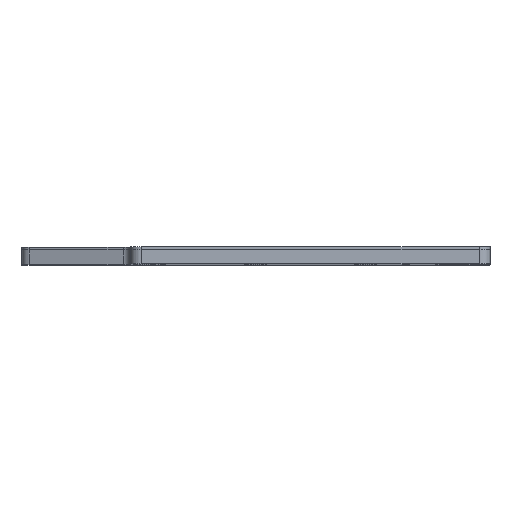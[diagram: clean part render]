
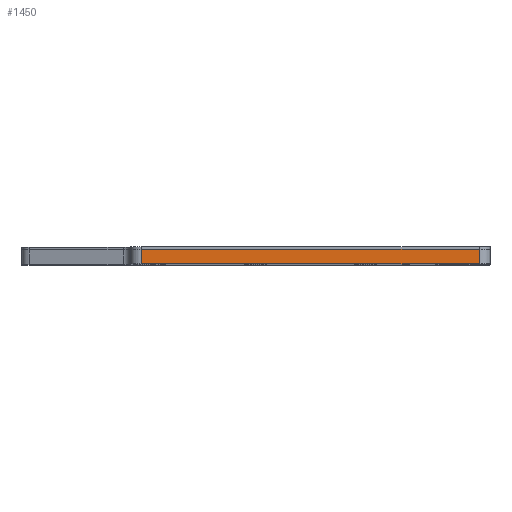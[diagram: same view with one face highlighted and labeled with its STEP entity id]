
A CAD part, top view. The second image highlights one B-rep face of the part: STEP entity #1450.
In plain terms, the highlighted planar face has unit normal (0, 0, 1).
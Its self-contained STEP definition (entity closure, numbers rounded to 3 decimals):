
#118=LINE('',#2357,#246);
#119=LINE('',#2360,#247);
#120=LINE('',#2362,#248);
#121=LINE('',#2363,#249);
#246=VECTOR('',#1943,10.);
#247=VECTOR('',#1946,10.);
#248=VECTOR('',#1947,10.);
#249=VECTOR('',#1948,10.);
#304=PLANE('',#1583);
#422=FACE_OUTER_BOUND('',#528,.T.);
#528=EDGE_LOOP('',(#1235,#1236,#1237,#1238));
#743=VERTEX_POINT('',#2353);
#744=VERTEX_POINT('',#2355);
#745=VERTEX_POINT('',#2359);
#746=VERTEX_POINT('',#2361);
#926=EDGE_CURVE('',#743,#744,#118,.T.);
#927=EDGE_CURVE('',#745,#743,#119,.T.);
#928=EDGE_CURVE('',#746,#744,#120,.T.);
#929=EDGE_CURVE('',#745,#746,#121,.T.);
#1235=ORIENTED_EDGE('',*,*,#927,.T.);
#1236=ORIENTED_EDGE('',*,*,#926,.T.);
#1237=ORIENTED_EDGE('',*,*,#928,.F.);
#1238=ORIENTED_EDGE('',*,*,#929,.F.);
#1450=ADVANCED_FACE('',(#422),#304,.T.);
#1583=AXIS2_PLACEMENT_3D('',#2358,#1944,#1945);
#1943=DIRECTION('',(0.,1.,0.));
#1944=DIRECTION('center_axis',(0.,0.,1.));
#1945=DIRECTION('ref_axis',(1.,0.,0.));
#1946=DIRECTION('',(1.,0.,0.));
#1947=DIRECTION('',(1.,0.,0.));
#1948=DIRECTION('',(0.,1.,0.));
#2353=CARTESIAN_POINT('',(57.179,0.,193.147));
#2355=CARTESIAN_POINT('',(57.179,4.,193.147));
#2357=CARTESIAN_POINT('',(57.179,0.,193.147));
#2358=CARTESIAN_POINT('Origin',(-36.821,0.,193.147));
#2359=CARTESIAN_POINT('',(-36.821,0.,193.147));
#2360=CARTESIAN_POINT('',(-36.821,0.,193.147));
#2361=CARTESIAN_POINT('',(-36.821,4.,193.147));
#2362=CARTESIAN_POINT('',(-20.866,4.,193.147));
#2363=CARTESIAN_POINT('',(-36.821,0.,193.147));
